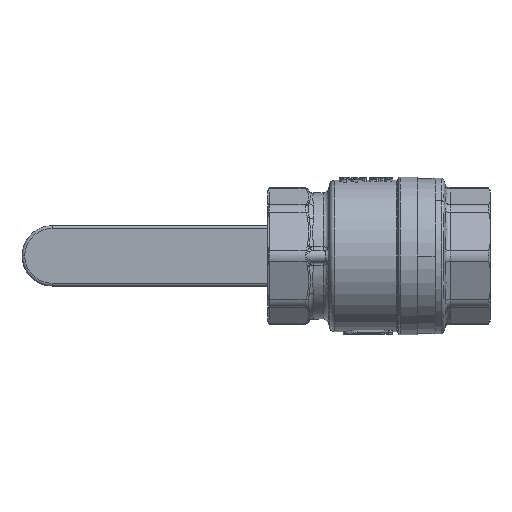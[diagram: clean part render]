
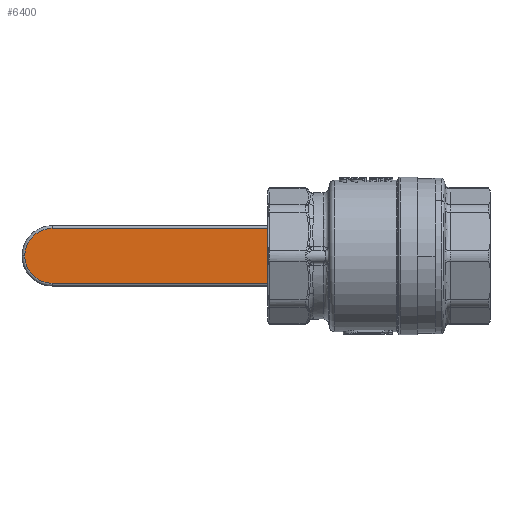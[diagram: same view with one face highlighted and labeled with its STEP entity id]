
A CAD part, front view. The second image highlights one B-rep face of the part: STEP entity #6400.
In plain terms, the highlighted planar face has unit normal (0, -1, 0).
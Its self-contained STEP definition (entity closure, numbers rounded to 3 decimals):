
#592 = CARTESIAN_POINT ( 'NONE',  ( -119., 56.61, 10.05 ) ) ;
#640 = CARTESIAN_POINT ( 'NONE',  ( -30.778, 56.61, 10.05 ) ) ;
#642 = CARTESIAN_POINT ( 'NONE',  ( -30.778, 56.61, -9.95 ) ) ;
#652 = CARTESIAN_POINT ( 'NONE',  ( -129., 56.61, 0.05 ) ) ;
#654 = CARTESIAN_POINT ( 'NONE',  ( -119., 56.61, -9.95 ) ) ;
#5400 = CARTESIAN_POINT ( 'NONE',  ( -30.778, 56.61, -9.95 ) ) ;
#5823 = DIRECTION ( 'NONE',  ( 0., -1., 0. ) ) ;
#5826 = DIRECTION ( 'NONE',  ( 1., 0., 0. ) ) ;
#5827 = CARTESIAN_POINT ( 'NONE',  ( -119., 56.61, 0.05 ) ) ;
#5878 = CARTESIAN_POINT ( 'NONE',  ( -30.778, 56.61, 11.05 ) ) ;
#5879 = DIRECTION ( 'NONE',  ( 0., 0., 1. ) ) ;
#5945 = CARTESIAN_POINT ( 'NONE',  ( -119., 56.61, 0.05 ) ) ;
#5946 = DIRECTION ( 'NONE',  ( 0., -1., 0. ) ) ;
#6063 = DIRECTION ( 'NONE',  ( 1., 0., 0. ) ) ;
#6211 = DIRECTION ( 'NONE',  ( 1., 0., 0. ) ) ;
#6400 = ADVANCED_FACE ( 'NONE', ( #22181 ), #8652, .F. ) ;
#6477 = EDGE_CURVE ( 'NONE', #12431, #12524, #22086, .T. ) ;
#6565 = EDGE_CURVE ( 'NONE', #12433, #12431, #21809, .T. ) ;
#6572 = EDGE_CURVE ( 'NONE', #12423, #12426, #16225, .T. ) ;
#6654 = EDGE_CURVE ( 'NONE', #12524, #12423, #15877, .T. ) ;
#6658 = EDGE_CURVE ( 'NONE', #12426, #12433, #21819, .T. ) ;
#8501 = CARTESIAN_POINT ( 'NONE',  ( -30.571, 56.61, 10.05 ) ) ;
#8502 = DIRECTION ( 'NONE',  ( -1., 0., 0. ) ) ;
#8636 = DIRECTION ( 'NONE',  ( 1., 0., 0. ) ) ;
#8651 = DIRECTION ( 'NONE',  ( 0., 1., 0. ) ) ;
#8652 = PLANE ( 'NONE',  #15847 ) ;
#8881 = CARTESIAN_POINT ( 'NONE',  ( -30.571, 56.61, -10.95 ) ) ;
#12423 = VERTEX_POINT ( 'NONE', #652 ) ;
#12426 = VERTEX_POINT ( 'NONE', #654 ) ;
#12431 = VERTEX_POINT ( 'NONE', #640 ) ;
#12433 = VERTEX_POINT ( 'NONE', #642 ) ;
#12524 = VERTEX_POINT ( 'NONE', #592 ) ;
#15847 = AXIS2_PLACEMENT_3D ( 'NONE', #8881, #8651, #8636 ) ;
#15877 = CIRCLE ( 'NONE', #15887, 10. ) ;
#15883 = VECTOR ( 'NONE', #6211, 1000. ) ;
#15887 = AXIS2_PLACEMENT_3D ( 'NONE', #5945, #5946, #6063 ) ;
#16173 = VECTOR ( 'NONE', #8502, 1000. ) ;
#16225 = CIRCLE ( 'NONE', #16274, 10. ) ;
#16274 = AXIS2_PLACEMENT_3D ( 'NONE', #5827, #5823, #5826 ) ;
#16405 = VECTOR ( 'NONE', #5879, 1000. ) ;
#21809 = LINE ( 'NONE', #5878, #16405 ) ;
#21819 = LINE ( 'NONE', #5400, #15883 ) ;
#22086 = LINE ( 'NONE', #8501, #16173 ) ;
#22181 = FACE_OUTER_BOUND ( 'NONE', #22360, .T. ) ;
#22360 = EDGE_LOOP ( 'NONE', ( #28994, #29020, #29051, #28998, #28993 ) ) ;
#28993 = ORIENTED_EDGE ( 'NONE', *, *, #6658, .T. ) ;
#28994 = ORIENTED_EDGE ( 'NONE', *, *, #6565, .T. ) ;
#28998 = ORIENTED_EDGE ( 'NONE', *, *, #6572, .T. ) ;
#29020 = ORIENTED_EDGE ( 'NONE', *, *, #6477, .T. ) ;
#29051 = ORIENTED_EDGE ( 'NONE', *, *, #6654, .T. ) ;
